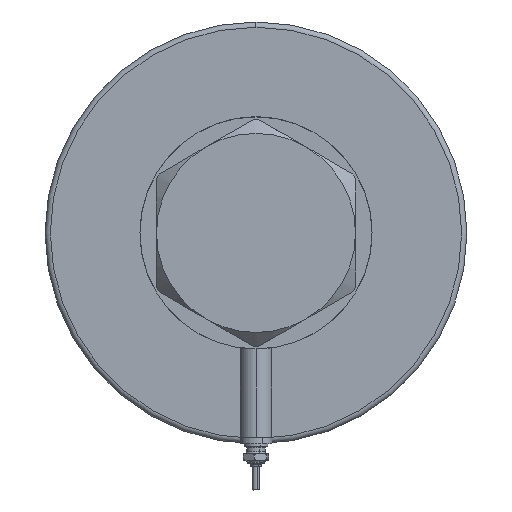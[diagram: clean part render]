
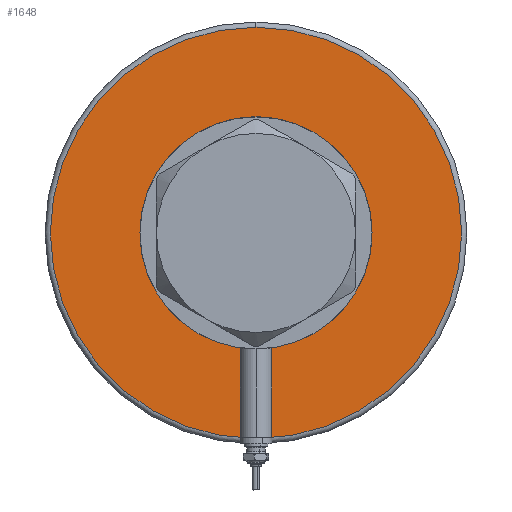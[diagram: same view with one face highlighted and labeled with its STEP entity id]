
A CAD part, left-side view. The second image highlights one B-rep face of the part: STEP entity #1648.
In plain terms, the highlighted face is planar.
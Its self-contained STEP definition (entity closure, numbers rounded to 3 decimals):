
#155 = VERTEX_POINT ( 'NONE', #2236 ) ;
#200 = EDGE_CURVE ( 'NONE', #155, #3657, #373, .T. ) ;
#287 = CIRCLE ( 'NONE', #1224, 78. ) ;
#373 = CIRCLE ( 'NONE', #2974, 37.5 ) ;
#590 = DIRECTION ( 'NONE',  ( 0., 0., 1. ) ) ;
#613 = CARTESIAN_POINT ( 'NONE',  ( 0., 0., 0. ) ) ;
#709 = CARTESIAN_POINT ( 'NONE',  ( 0., 0., 0. ) ) ;
#1138 = DIRECTION ( 'NONE',  ( 1., 0., 0. ) ) ;
#1224 = AXIS2_PLACEMENT_3D ( 'NONE', #709, #2302, #5266 ) ;
#1526 = DIRECTION ( 'NONE',  ( 1., 0., 0. ) ) ;
#1530 = EDGE_CURVE ( 'NONE', #5976, #2820, #287, .T. ) ;
#1541 = DIRECTION ( 'NONE',  ( 1., 0., 0. ) ) ;
#1648 = ADVANCED_FACE ( 'NONE', ( #5170, #5224 ), #4770, .F. ) ;
#1943 = ORIENTED_EDGE ( 'NONE', *, *, #5510, .T. ) ;
#2178 = CARTESIAN_POINT ( 'NONE',  ( 0., 0., 0. ) ) ;
#2181 = ORIENTED_EDGE ( 'NONE', *, *, #200, .T. ) ;
#2236 = CARTESIAN_POINT ( 'NONE',  ( 37.5, 0., 0. ) ) ;
#2302 = DIRECTION ( 'NONE',  ( 0., 0., -1. ) ) ;
#2424 = EDGE_LOOP ( 'NONE', ( #2181, #1943 ) ) ;
#2476 = AXIS2_PLACEMENT_3D ( 'NONE', #6100, #5552, #1138 ) ;
#2558 = EDGE_LOOP ( 'NONE', ( #3972, #5217 ) ) ;
#2793 = DIRECTION ( 'NONE',  ( 0., 0., 1. ) ) ;
#2820 = VERTEX_POINT ( 'NONE', #5906 ) ;
#2974 = AXIS2_PLACEMENT_3D ( 'NONE', #5817, #590, #1541 ) ;
#3410 = AXIS2_PLACEMENT_3D ( 'NONE', #613, #3979, #1526 ) ;
#3657 = VERTEX_POINT ( 'NONE', #4847 ) ;
#3820 = CIRCLE ( 'NONE', #3410, 37.5 ) ;
#3972 = ORIENTED_EDGE ( 'NONE', *, *, #4301, .T. ) ;
#3979 = DIRECTION ( 'NONE',  ( 0., 0., 1. ) ) ;
#4225 = CIRCLE ( 'NONE', #2476, 78. ) ;
#4301 = EDGE_CURVE ( 'NONE', #2820, #5976, #4225, .T. ) ;
#4541 = CARTESIAN_POINT ( 'NONE',  ( -78., 0., 0. ) ) ;
#4725 = AXIS2_PLACEMENT_3D ( 'NONE', #2178, #2793, #5677 ) ;
#4770 = PLANE ( 'NONE',  #4725 ) ;
#4847 = CARTESIAN_POINT ( 'NONE',  ( -37.5, 0., 0. ) ) ;
#5170 = FACE_OUTER_BOUND ( 'NONE', #2558, .T. ) ;
#5217 = ORIENTED_EDGE ( 'NONE', *, *, #1530, .T. ) ;
#5224 = FACE_BOUND ( 'NONE', #2424, .T. ) ;
#5266 = DIRECTION ( 'NONE',  ( 1., 0., 0. ) ) ;
#5510 = EDGE_CURVE ( 'NONE', #3657, #155, #3820, .T. ) ;
#5552 = DIRECTION ( 'NONE',  ( 0., 0., -1. ) ) ;
#5677 = DIRECTION ( 'NONE',  ( 1., 0., 0. ) ) ;
#5817 = CARTESIAN_POINT ( 'NONE',  ( 0., 0., 0. ) ) ;
#5906 = CARTESIAN_POINT ( 'NONE',  ( 78., 0., 0. ) ) ;
#5976 = VERTEX_POINT ( 'NONE', #4541 ) ;
#6100 = CARTESIAN_POINT ( 'NONE',  ( 0., 0., 0. ) ) ;
